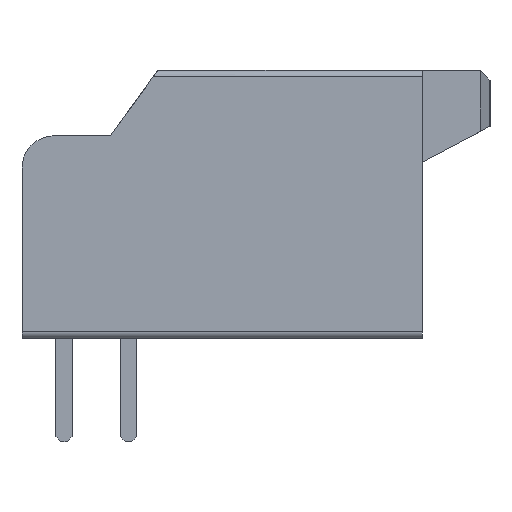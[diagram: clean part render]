
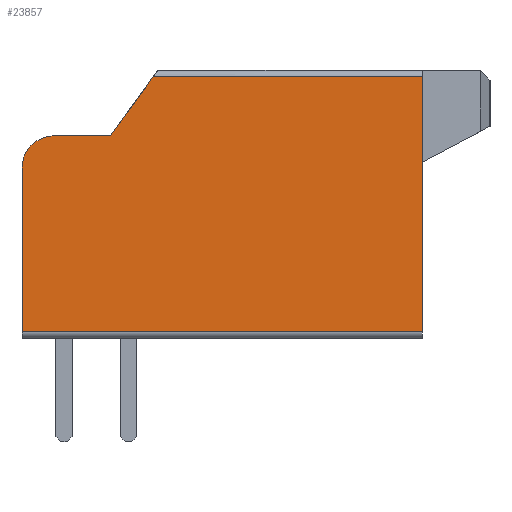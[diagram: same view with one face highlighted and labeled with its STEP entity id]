
A CAD part, left-side view. The second image highlights one B-rep face of the part: STEP entity #23857.
In plain terms, the highlighted planar face has unit normal (-1, 0, 0).
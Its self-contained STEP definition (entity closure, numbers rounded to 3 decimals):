
#348 = DIRECTION ( 'NONE',  ( 0., 0., 1. ) ) ;
#797 = CARTESIAN_POINT ( 'NONE',  ( -12., -0.441, 6.275 ) ) ;
#825 = LINE ( 'NONE', #17602, #20029 ) ;
#907 = ORIENTED_EDGE ( 'NONE', *, *, #31762, .T. ) ;
#1684 = ORIENTED_EDGE ( 'NONE', *, *, #32057, .T. ) ;
#2243 = EDGE_CURVE ( 'NONE', #5078, #22578, #33509, .T. ) ;
#2924 = CARTESIAN_POINT ( 'NONE',  ( -12., -1.909, 8.1 ) ) ;
#4675 = LINE ( 'NONE', #17945, #11702 ) ;
#5078 = VERTEX_POINT ( 'NONE', #18327 ) ;
#5275 = EDGE_CURVE ( 'NONE', #19543, #7488, #825, .T. ) ;
#7488 = VERTEX_POINT ( 'NONE', #12995 ) ;
#7794 = DIRECTION ( 'NONE',  ( 0., -1., 0. ) ) ;
#8316 = CIRCLE ( 'NONE', #24253, 1. ) ;
#8972 = DIRECTION ( 'NONE',  ( -1., 0., 0. ) ) ;
#9339 = VERTEX_POINT ( 'NONE', #25500 ) ;
#10577 = CARTESIAN_POINT ( 'NONE',  ( -12., 2.3, 8.3 ) ) ;
#11702 = VECTOR ( 'NONE', #20775, 1000. ) ;
#12995 = CARTESIAN_POINT ( 'NONE',  ( -12., 2.3, 0.2 ) ) ;
#13610 = CARTESIAN_POINT ( 'NONE',  ( -12., 2.3, 5.275 ) ) ;
#13864 = CARTESIAN_POINT ( 'NONE',  ( -12., -10.1, 0. ) ) ;
#15110 = VECTOR ( 'NONE', #17717, 1000. ) ;
#15595 = PLANE ( 'NONE',  #21118 ) ;
#15861 = LINE ( 'NONE', #32291, #27697 ) ;
#15945 = DIRECTION ( 'NONE',  ( 1., 0., 0. ) ) ;
#16522 = EDGE_CURVE ( 'NONE', #27739, #9339, #23392, .T. ) ;
#17036 = DIRECTION ( 'NONE',  ( 0., 1., 0. ) ) ;
#17602 = CARTESIAN_POINT ( 'NONE',  ( -12., 2.3, 8.3 ) ) ;
#17717 = DIRECTION ( 'NONE',  ( 0., 1., 0. ) ) ;
#17945 = CARTESIAN_POINT ( 'NONE',  ( -12., -0.441, 6.275 ) ) ;
#18147 = ORIENTED_EDGE ( 'NONE', *, *, #16522, .T. ) ;
#18327 = CARTESIAN_POINT ( 'NONE',  ( -12., -10.1, 0.2 ) ) ;
#19378 = ORIENTED_EDGE ( 'NONE', *, *, #21803, .T. ) ;
#19543 = VERTEX_POINT ( 'NONE', #13610 ) ;
#20029 = VECTOR ( 'NONE', #20090, 1000. ) ;
#20056 = VECTOR ( 'NONE', #348, 1000. ) ;
#20059 = CARTESIAN_POINT ( 'NONE',  ( -12., 1.3, 5.275 ) ) ;
#20090 = DIRECTION ( 'NONE',  ( 0., 0., -1. ) ) ;
#20199 = CARTESIAN_POINT ( 'NONE',  ( -12., 2.3, 6.275 ) ) ;
#20212 = ORIENTED_EDGE ( 'NONE', *, *, #28831, .T. ) ;
#20775 = DIRECTION ( 'NONE',  ( 0., 0.587, -0.81 ) ) ;
#20964 = FACE_OUTER_BOUND ( 'NONE', #28095, .T. ) ;
#21118 = AXIS2_PLACEMENT_3D ( 'NONE', #10577, #15945, #34851 ) ;
#21803 = EDGE_CURVE ( 'NONE', #23205, #27739, #4675, .T. ) ;
#22578 = VERTEX_POINT ( 'NONE', #23989 ) ;
#23205 = VERTEX_POINT ( 'NONE', #26094 ) ;
#23392 = LINE ( 'NONE', #20199, #15110 ) ;
#23857 = ADVANCED_FACE ( 'NONE', ( #20964 ), #15595, .F. ) ;
#23989 = CARTESIAN_POINT ( 'NONE',  ( -12., -10.1, 8.1 ) ) ;
#24253 = AXIS2_PLACEMENT_3D ( 'NONE', #20059, #8972, #33438 ) ;
#25500 = CARTESIAN_POINT ( 'NONE',  ( -12., 1.3, 6.275 ) ) ;
#26094 = CARTESIAN_POINT ( 'NONE',  ( -12., -1.764, 8.1 ) ) ;
#27368 = LINE ( 'NONE', #2924, #28808 ) ;
#27697 = VECTOR ( 'NONE', #7794, 1000. ) ;
#27739 = VERTEX_POINT ( 'NONE', #797 ) ;
#27828 = ORIENTED_EDGE ( 'NONE', *, *, #2243, .T. ) ;
#28095 = EDGE_LOOP ( 'NONE', ( #34890, #20212, #27828, #907, #19378, #18147, #1684 ) ) ;
#28808 = VECTOR ( 'NONE', #17036, 1000. ) ;
#28831 = EDGE_CURVE ( 'NONE', #7488, #5078, #15861, .T. ) ;
#31762 = EDGE_CURVE ( 'NONE', #22578, #23205, #27368, .T. ) ;
#32057 = EDGE_CURVE ( 'NONE', #9339, #19543, #8316, .T. ) ;
#32291 = CARTESIAN_POINT ( 'NONE',  ( -12., 2.3, 0.2 ) ) ;
#33438 = DIRECTION ( 'NONE',  ( 0., 1., 0. ) ) ;
#33509 = LINE ( 'NONE', #13864, #20056 ) ;
#34851 = DIRECTION ( 'NONE',  ( 0., 1., 0. ) ) ;
#34890 = ORIENTED_EDGE ( 'NONE', *, *, #5275, .T. ) ;
